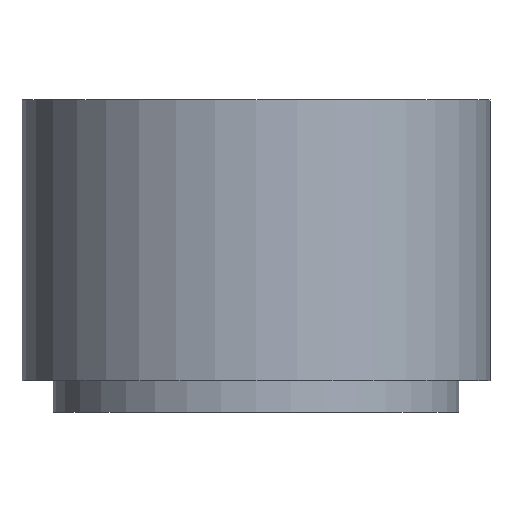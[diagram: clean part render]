
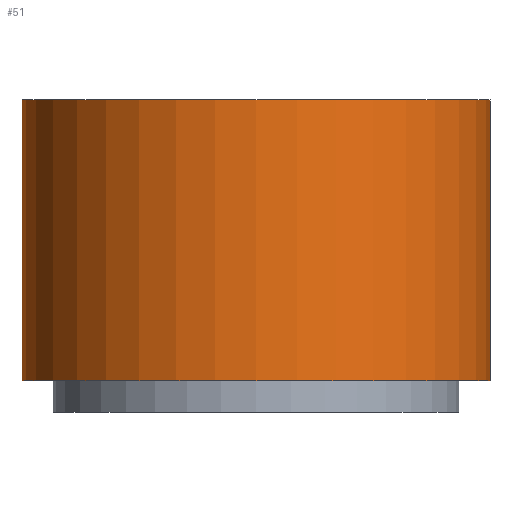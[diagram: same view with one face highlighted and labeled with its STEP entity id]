
A CAD part, front view. The second image highlights one B-rep face of the part: STEP entity #51.
In plain terms, the highlighted cylindrical face has radius 15 mm (diameter 30 mm), a partial arc.
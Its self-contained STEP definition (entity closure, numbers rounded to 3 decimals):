
#9 = VECTOR ( 'NONE', #301, 1000. ) ;
#10 = VERTEX_POINT ( 'NONE', #173 ) ;
#28 = EDGE_CURVE ( 'NONE', #64, #10, #268, .T. ) ;
#45 = DIRECTION ( 'NONE',  ( 0., 0., -1. ) ) ;
#48 = AXIS2_PLACEMENT_3D ( 'NONE', #49, #275, #106 ) ;
#49 = CARTESIAN_POINT ( 'NONE',  ( 0., 0., 18. ) ) ;
#51 = ADVANCED_FACE ( 'NONE', ( #179 ), #102, .T. ) ;
#52 = CARTESIAN_POINT ( 'NONE',  ( 0., 0., 0. ) ) ;
#59 = EDGE_CURVE ( 'NONE', #147, #64, #99, .T. ) ;
#64 = VERTEX_POINT ( 'NONE', #226 ) ;
#97 = ORIENTED_EDGE ( 'NONE', *, *, #59, .F. ) ;
#98 = DIRECTION ( 'NONE',  ( 0., 0., 1. ) ) ;
#99 = CIRCLE ( 'NONE', #286, 15. ) ;
#101 = CARTESIAN_POINT ( 'NONE',  ( -15., 0., 18. ) ) ;
#102 = CYLINDRICAL_SURFACE ( 'NONE', #48, 15. ) ;
#106 = DIRECTION ( 'NONE',  ( -1., 0., 0. ) ) ;
#117 = ORIENTED_EDGE ( 'NONE', *, *, #160, .T. ) ;
#147 = VERTEX_POINT ( 'NONE', #101 ) ;
#149 = EDGE_CURVE ( 'NONE', #315, #10, #211, .T. ) ;
#151 = CARTESIAN_POINT ( 'NONE',  ( 15., 0., 18. ) ) ;
#160 = EDGE_CURVE ( 'NONE', #147, #315, #206, .T. ) ;
#173 = CARTESIAN_POINT ( 'NONE',  ( 15., 0., 0. ) ) ;
#179 = FACE_OUTER_BOUND ( 'NONE', #313, .T. ) ;
#200 = ORIENTED_EDGE ( 'NONE', *, *, #28, .F. ) ;
#203 = DIRECTION ( 'NONE',  ( 1., 0., 0. ) ) ;
#206 = LINE ( 'NONE', #300, #9 ) ;
#211 = CIRCLE ( 'NONE', #256, 15. ) ;
#223 = CARTESIAN_POINT ( 'NONE',  ( 0., 0., 18. ) ) ;
#226 = CARTESIAN_POINT ( 'NONE',  ( 15., 0., 18. ) ) ;
#256 = AXIS2_PLACEMENT_3D ( 'NONE', #52, #98, #303 ) ;
#268 = LINE ( 'NONE', #151, #276 ) ;
#275 = DIRECTION ( 'NONE',  ( 0., 0., -1. ) ) ;
#276 = VECTOR ( 'NONE', #45, 1000. ) ;
#286 = AXIS2_PLACEMENT_3D ( 'NONE', #223, #324, #203 ) ;
#288 = ORIENTED_EDGE ( 'NONE', *, *, #149, .T. ) ;
#300 = CARTESIAN_POINT ( 'NONE',  ( -15., 0., 18. ) ) ;
#301 = DIRECTION ( 'NONE',  ( 0., 0., -1. ) ) ;
#303 = DIRECTION ( 'NONE',  ( 1., 0., 0. ) ) ;
#309 = CARTESIAN_POINT ( 'NONE',  ( -15., 0., 0. ) ) ;
#313 = EDGE_LOOP ( 'NONE', ( #200, #97, #117, #288 ) ) ;
#315 = VERTEX_POINT ( 'NONE', #309 ) ;
#324 = DIRECTION ( 'NONE',  ( 0., 0., 1. ) ) ;
